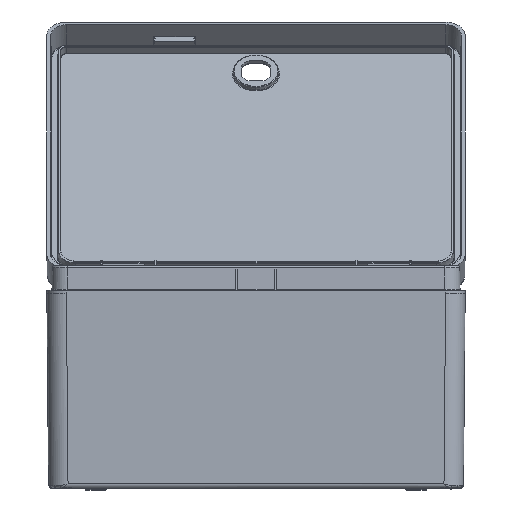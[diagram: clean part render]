
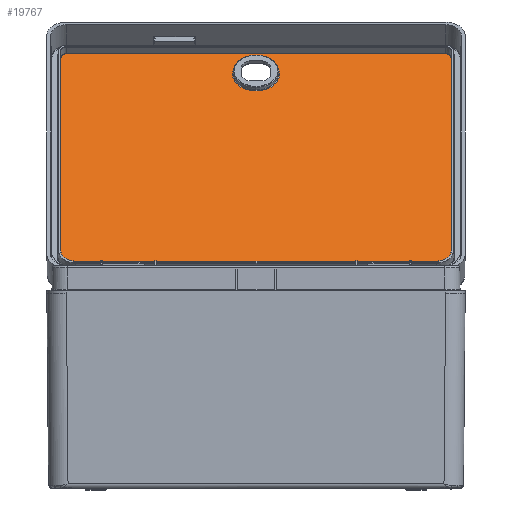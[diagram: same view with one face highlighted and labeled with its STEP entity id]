
A CAD part, top view. The second image highlights one B-rep face of the part: STEP entity #19767.
In plain terms, the highlighted face is planar.
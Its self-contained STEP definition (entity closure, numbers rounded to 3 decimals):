
#6677 = CARTESIAN_POINT ( 'NONE',  ( 129.191, -22.2, -102.485 ) ) ;
#19616 = VERTEX_POINT ( 'NONE', #55129 ) ;
#19618 = EDGE_CURVE ( 'NONE', #19697, #19616, #55127, .T. ) ;
#19619 = ORIENTED_EDGE ( 'NONE', *, *, #19678, .T. ) ;
#19620 = ORIENTED_EDGE ( 'NONE', *, *, #19668, .T. ) ;
#19622 = ORIENTED_EDGE ( 'NONE', *, *, #19676, .T. ) ;
#19631 = VERTEX_POINT ( 'NONE', #55208 ) ;
#19655 = EDGE_CURVE ( 'NONE', #19616, #19679, #55282, .T. ) ;
#19662 = EDGE_CURVE ( 'NONE', #23412, #19697, #55353, .T. ) ;
#19668 = EDGE_CURVE ( 'NONE', #19631, #67986, #55407, .T. ) ;
#19676 = EDGE_CURVE ( 'NONE', #67986, #23499, #55483, .T. ) ;
#19678 = EDGE_CURVE ( 'NONE', #19679, #19631, #55476, .T. ) ;
#19679 = VERTEX_POINT ( 'NONE', #55471 ) ;
#19690 = EDGE_LOOP ( 'NONE', ( #19691, #19692, #19693, #19694, #19696, #19619, #19620, #19622 ) ) ;
#19691 = ORIENTED_EDGE ( 'NONE', *, *, #23490, .T. ) ;
#19692 = ORIENTED_EDGE ( 'NONE', *, *, #23562, .T. ) ;
#19693 = ORIENTED_EDGE ( 'NONE', *, *, #19662, .T. ) ;
#19694 = ORIENTED_EDGE ( 'NONE', *, *, #19618, .T. ) ;
#19696 = ORIENTED_EDGE ( 'NONE', *, *, #19655, .T. ) ;
#19697 = VERTEX_POINT ( 'NONE', #55521 ) ;
#19767 = ADVANCED_FACE ( 'NONE', ( #55768, #55767 ), #55772, .T. ) ;
#19768 = EDGE_LOOP ( 'NONE', ( #19769, #19770 ) ) ;
#19769 = ORIENTED_EDGE ( 'NONE', *, *, #20920, .T. ) ;
#19770 = ORIENTED_EDGE ( 'NONE', *, *, #19771, .T. ) ;
#19771 = EDGE_CURVE ( 'NONE', #20767, #20899, #55749, .T. ) ;
#20767 = VERTEX_POINT ( 'NONE', #60309 ) ;
#20899 = VERTEX_POINT ( 'NONE', #61182 ) ;
#20920 = EDGE_CURVE ( 'NONE', #20899, #20767, #61229, .T. ) ;
#23412 = VERTEX_POINT ( 'NONE', #67465 ) ;
#23487 = VERTEX_POINT ( 'NONE', #67776 ) ;
#23490 = EDGE_CURVE ( 'NONE', #23499, #23487, #67855, .T. ) ;
#23499 = VERTEX_POINT ( 'NONE', #67821 ) ;
#23562 = EDGE_CURVE ( 'NONE', #23487, #23412, #68028, .T. ) ;
#55121 = DIRECTION ( 'NONE',  ( 1., 0., 0. ) ) ;
#55123 = VECTOR ( 'NONE', #55121, 1000. ) ;
#55125 = CARTESIAN_POINT ( 'NONE',  ( -129.191, -22.2, 114.862 ) ) ;
#55127 = LINE ( 'NONE', #55125, #55123 ) ;
#55129 = CARTESIAN_POINT ( 'NONE',  ( 136.002, -22.2, 114.862 ) ) ;
#55208 = CARTESIAN_POINT ( 'NONE',  ( 139.862, -22.2, -91.814 ) ) ;
#55282 = B_SPLINE_CURVE_WITH_KNOTS ( 'NONE', 3,
 ( #55316, #55374, #55371, #55369, #55367, #55365, #55363, #55362, #55361, #55360 ),
 .UNSPECIFIED., .F., .F.,
 ( 4, 2, 2, 2, 4 ),
 ( 0., 0.002, 0.003, 0.005, 0.006 ),
 .UNSPECIFIED. ) ;
#55316 = CARTESIAN_POINT ( 'NONE',  ( 136.002, -22.2, 114.862 ) ) ;
#55348 = CARTESIAN_POINT ( 'NONE',  ( -139.862, -22.2, 111.504 ) ) ;
#55350 = CARTESIAN_POINT ( 'NONE',  ( -139.862, -22.2, 111.002 ) ) ;
#55353 = B_SPLINE_CURVE_WITH_KNOTS ( 'NONE', 3,
 ( #55350, #55348, #55425, #55423, #55421, #55419, #55417, #55416, #55415, #55414 ),
 .UNSPECIFIED., .F., .F.,
 ( 4, 2, 2, 2, 4 ),
 ( 0., 0.002, 0.003, 0.005, 0.006 ),
 .UNSPECIFIED. ) ;
#55360 = CARTESIAN_POINT ( 'NONE',  ( 139.862, -22.2, 111.002 ) ) ;
#55361 = CARTESIAN_POINT ( 'NONE',  ( 139.862, -22.2, 111.505 ) ) ;
#55362 = CARTESIAN_POINT ( 'NONE',  ( 139.761, -22.2, 112.015 ) ) ;
#55363 = CARTESIAN_POINT ( 'NONE',  ( 139.374, -22.2, 112.951 ) ) ;
#55365 = CARTESIAN_POINT ( 'NONE',  ( 139.088, -22.2, 113.377 ) ) ;
#55367 = CARTESIAN_POINT ( 'NONE',  ( 138.374, -22.2, 114.089 ) ) ;
#55369 = CARTESIAN_POINT ( 'NONE',  ( 137.947, -22.2, 114.375 ) ) ;
#55371 = CARTESIAN_POINT ( 'NONE',  ( 137.012, -22.2, 114.762 ) ) ;
#55374 = CARTESIAN_POINT ( 'NONE',  ( 136.504, -22.2, 114.862 ) ) ;
#55385 = DIRECTION ( 'NONE',  ( 0., 0., 1. ) ) ;
#55388 = DIRECTION ( 'NONE',  ( 0., 1., 0. ) ) ;
#55406 = AXIS2_PLACEMENT_3D ( 'NONE', #55428, #55388, #55385 ) ;
#55407 = CIRCLE ( 'NONE', #55406, 10.672 ) ;
#55414 = CARTESIAN_POINT ( 'NONE',  ( -136.002, -22.2, 114.862 ) ) ;
#55415 = CARTESIAN_POINT ( 'NONE',  ( -136.505, -22.2, 114.862 ) ) ;
#55416 = CARTESIAN_POINT ( 'NONE',  ( -137.015, -22.2, 114.761 ) ) ;
#55417 = CARTESIAN_POINT ( 'NONE',  ( -137.951, -22.2, 114.374 ) ) ;
#55419 = CARTESIAN_POINT ( 'NONE',  ( -138.377, -22.2, 114.088 ) ) ;
#55421 = CARTESIAN_POINT ( 'NONE',  ( -139.089, -22.2, 113.374 ) ) ;
#55423 = CARTESIAN_POINT ( 'NONE',  ( -139.375, -22.2, 112.947 ) ) ;
#55425 = CARTESIAN_POINT ( 'NONE',  ( -139.762, -22.2, 112.012 ) ) ;
#55428 = CARTESIAN_POINT ( 'NONE',  ( 129.191, -22.2, -91.814 ) ) ;
#55471 = CARTESIAN_POINT ( 'NONE',  ( 139.862, -22.2, 111.002 ) ) ;
#55473 = DIRECTION ( 'NONE',  ( 0., 0., -1. ) ) ;
#55474 = VECTOR ( 'NONE', #55473, 1000. ) ;
#55475 = CARTESIAN_POINT ( 'NONE',  ( 139.862, -22.2, -91.814 ) ) ;
#55476 = LINE ( 'NONE', #55475, #55474 ) ;
#55478 = DIRECTION ( 'NONE',  ( -1., 0., 0. ) ) ;
#55480 = VECTOR ( 'NONE', #55478, 1000. ) ;
#55482 = CARTESIAN_POINT ( 'NONE',  ( -129.191, -22.2, -102.485 ) ) ;
#55483 = LINE ( 'NONE', #55482, #55480 ) ;
#55521 = CARTESIAN_POINT ( 'NONE',  ( -136.002, -22.2, 114.862 ) ) ;
#55749 = CIRCLE ( 'NONE', #55844, 16.778 ) ;
#55751 = DIRECTION ( 'NONE',  ( 0., 0., 1. ) ) ;
#55752 = DIRECTION ( 'NONE',  ( 0., 1., 0. ) ) ;
#55753 = AXIS2_PLACEMENT_3D ( 'NONE', #55769, #55752, #55751 ) ;
#55767 = FACE_OUTER_BOUND ( 'NONE', #19690, .T. ) ;
#55768 = FACE_BOUND ( 'NONE', #19768, .T. ) ;
#55769 = CARTESIAN_POINT ( 'NONE',  ( -129.191, -22.2, -91.814 ) ) ;
#55772 = PLANE ( 'NONE',  #55753 ) ;
#55838 = DIRECTION ( 'NONE',  ( 0., 0., 1. ) ) ;
#55841 = DIRECTION ( 'NONE',  ( 0., -1., 0. ) ) ;
#55843 = CARTESIAN_POINT ( 'NONE',  ( 0., -22.2, 94. ) ) ;
#55844 = AXIS2_PLACEMENT_3D ( 'NONE', #55843, #55841, #55838 ) ;
#60309 = CARTESIAN_POINT ( 'NONE',  ( 0., -22.2, 77.222 ) ) ;
#61182 = CARTESIAN_POINT ( 'NONE',  ( 0., -22.2, 110.778 ) ) ;
#61221 = DIRECTION ( 'NONE',  ( 0., 0., 1. ) ) ;
#61222 = DIRECTION ( 'NONE',  ( 0., -1., 0. ) ) ;
#61223 = CARTESIAN_POINT ( 'NONE',  ( 0., -22.2, 94. ) ) ;
#61224 = AXIS2_PLACEMENT_3D ( 'NONE', #61223, #61222, #61221 ) ;
#61229 = CIRCLE ( 'NONE', #61224, 16.778 ) ;
#67465 = CARTESIAN_POINT ( 'NONE',  ( -139.862, -22.2, 111.002 ) ) ;
#67774 = CARTESIAN_POINT ( 'NONE',  ( -129.191, -22.2, -91.814 ) ) ;
#67776 = CARTESIAN_POINT ( 'NONE',  ( -139.862, -22.2, -91.814 ) ) ;
#67821 = CARTESIAN_POINT ( 'NONE',  ( -129.191, -22.2, -102.485 ) ) ;
#67852 = DIRECTION ( 'NONE',  ( 0., 0., 1. ) ) ;
#67853 = DIRECTION ( 'NONE',  ( 0., 1., 0. ) ) ;
#67854 = AXIS2_PLACEMENT_3D ( 'NONE', #67774, #67853, #67852 ) ;
#67855 = CIRCLE ( 'NONE', #67854, 10.672 ) ;
#67986 = VERTEX_POINT ( 'NONE', #6677 ) ;
#68023 = DIRECTION ( 'NONE',  ( 0., 0., 1. ) ) ;
#68024 = VECTOR ( 'NONE', #68023, 1000. ) ;
#68026 = CARTESIAN_POINT ( 'NONE',  ( -139.862, -22.2, -91.814 ) ) ;
#68028 = LINE ( 'NONE', #68026, #68024 ) ;
